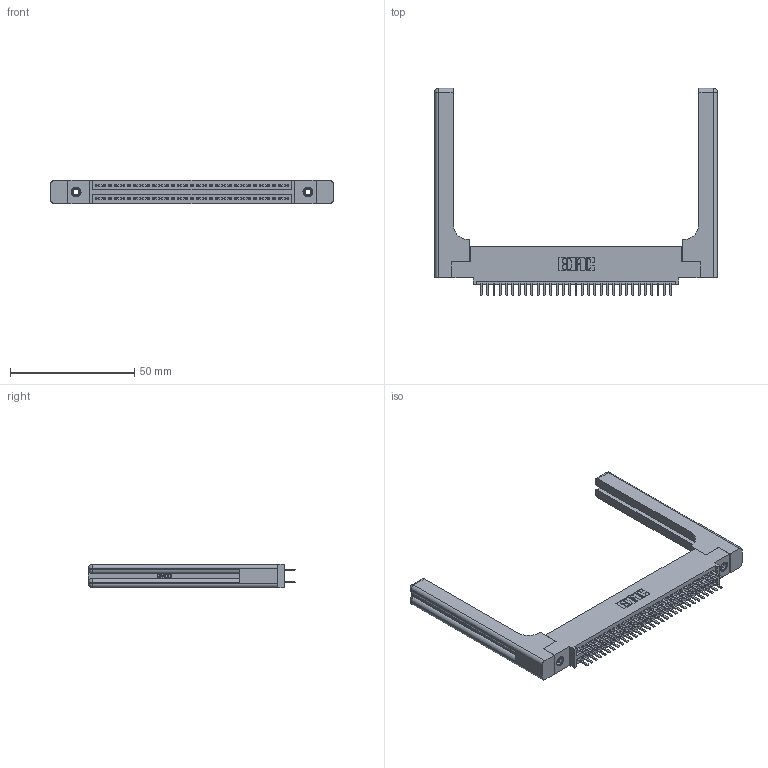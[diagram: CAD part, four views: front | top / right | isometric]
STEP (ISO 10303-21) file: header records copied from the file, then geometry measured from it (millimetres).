
FILE_DESCRIPTION (( 'STEP AP203' ), '1' );
FILE_NAME ('345-062-520-558.STEP', '2019-10-30T10:10:17', ( '' ), ( '' ), 'SwSTEP 2.0', 'SolidWorks 2016', '' );
FILE_SCHEMA (( 'CONFIG_CONTROL_DESIGN' ));
Length unit declared in the file: inch
Products named in the file (5): 345-062-520-558; 345-220-058_345-220-058; 345-292-001_345-293-120; 345-250-001_345-250-001-102; 345 Part_0.110 Offset - 0.156 Dia-TH
Assembly tree (67 placements, depth 2):
  345-062-520-558
    345 Part_0.110 Offset - 0.156 Dia-TH
    345-292-001_345-293-120  x62
    345-250-001_345-250-001-102  x2
    345-220-058_345-220-058  x2
Bounding box: 113.77 x 83.44 x 9.4 mm (x, y, z)
Volume: 19323.8 mm3; surface area: 20916.8 mm2
Topology: 67 solids, 67 shells, 3734 faces, 10753 edges, 6982 vertices
Faces by surface type: plane 2402, cylinder 1272, bspline 36, cone 12, sphere 8, torus 4
Entity records: 31232 total; most frequent: CARTESIAN_POINT 6253, ORIENTED_EDGE 4972, DIRECTION 4446, EDGE_CURVE 2486, LINE 2134, VECTOR 2134, VERTEX_POINT 1646, AXIS2_PLACEMENT_3D 1156
